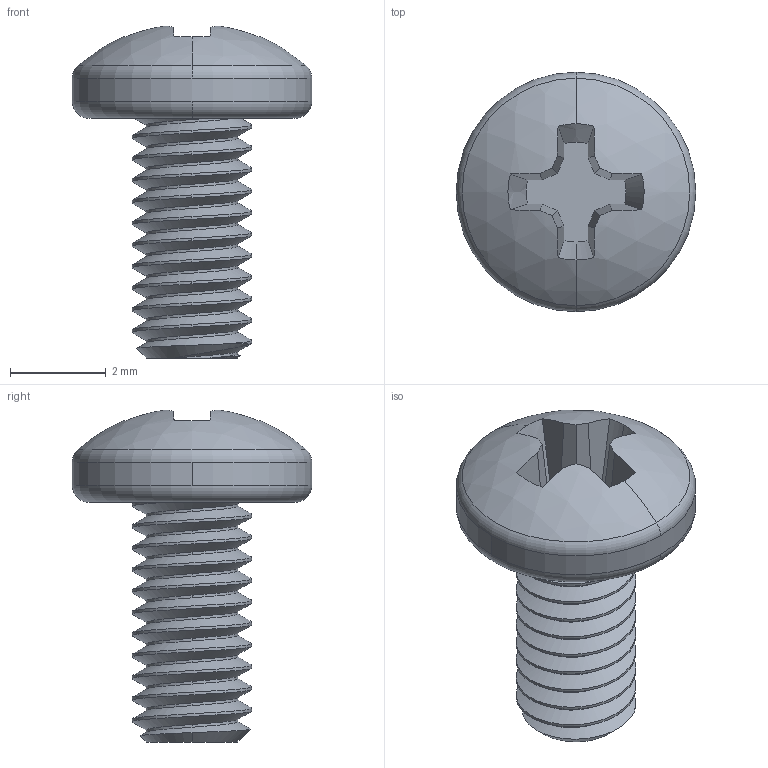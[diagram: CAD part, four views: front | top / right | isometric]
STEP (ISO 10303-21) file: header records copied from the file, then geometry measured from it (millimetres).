
FILE_DESCRIPTION (( 'STEP AP203' ), '1' );
FILE_NAME ('92005A061_METRIC PAN HEAD PHILLIPS MACHINE SCREW.step', '2019-10-07T21:23:21', ( '' ), ( '' ), 'SwSTEP 2.0', 'SolidWorks 2017', '' );
FILE_SCHEMA (( 'CONFIG_CONTROL_DESIGN' ));
Length unit declared in the file: millimetre
Products named in the file (1): 92005A061_METRIC PAN HEAD PHILLIPS MACHINE SCREW
Bounding box: 5 x 5 x 6.93 mm (x, y, z)
Volume: 43.9 mm3; surface area: 126.2 mm2
Topology: 1 solids, 1 shells, 95 faces, 271 edges, 179 vertices
Faces by surface type: cylinder 58, plane 19, cone 9, torus 4, bspline 3, sphere 2
Entity records: 4175 total; most frequent: CARTESIAN_POINT 1946, ORIENTED_EDGE 542, DIRECTION 383, EDGE_CURVE 271, VERTEX_POINT 179, AXIS2_PLACEMENT_3D 147, EDGE_LOOP 96, ADVANCED_FACE 95
